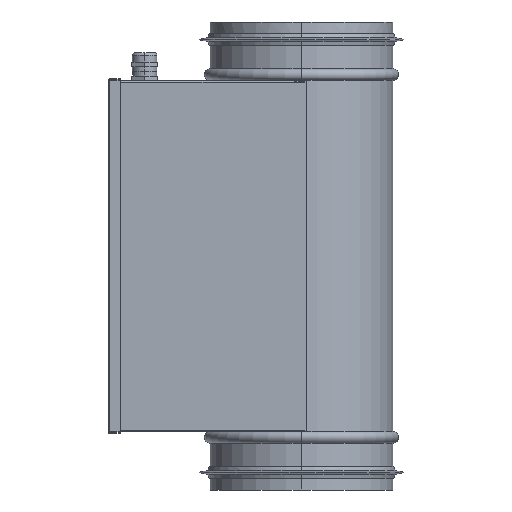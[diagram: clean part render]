
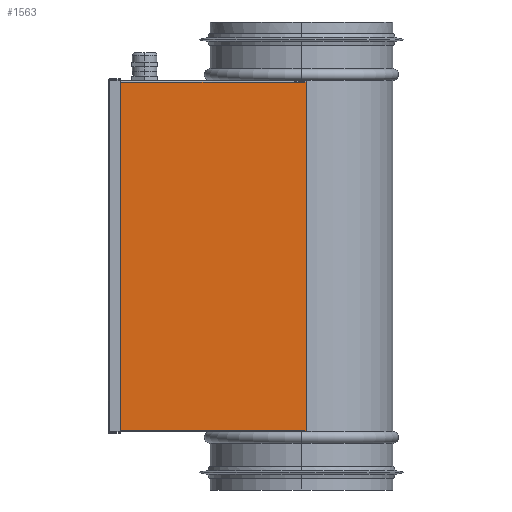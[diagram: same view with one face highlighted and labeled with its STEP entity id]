
A CAD part, left-side view. The second image highlights one B-rep face of the part: STEP entity #1563.
In plain terms, the highlighted planar face has unit normal (-1, 0, 0).
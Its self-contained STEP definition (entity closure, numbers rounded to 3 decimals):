
#747=CARTESIAN_POINT('Vertex',(-49.527,63.004,-49.032)) ;
#967=CARTESIAN_POINT('Vertex',(-49.527,227.004,-49.032)) ;
#970=CARTESIAN_POINT('Line Origine',(-49.527,227.004,-49.032)) ;
#1192=CARTESIAN_POINT('Vertex',(-49.527,59.004,-49.032)) ;
#1200=CARTESIAN_POINT('Line Origine',(-49.527,61.004,-49.032)) ;
#1393=CARTESIAN_POINT('Vertex',(-49.527,227.004,-347.532)) ;
#1396=CARTESIAN_POINT('Line Origine',(-49.527,227.004,-198.282)) ;
#1539=CARTESIAN_POINT('Axis2P3D Location',(-49.527,227.004,-347.532)) ;
#1544=CARTESIAN_POINT('Line Origine',(-49.527,143.004,-347.532)) ;
#1548=CARTESIAN_POINT('Vertex',(-49.527,59.004,-347.532)) ;
#1551=CARTESIAN_POINT('Line Origine',(-49.527,59.004,-198.282)) ;
#972=VECTOR('Line Direction',#971,1.) ;
#1202=VECTOR('Line Direction',#1201,1.) ;
#1398=VECTOR('Line Direction',#1397,1.) ;
#1546=VECTOR('Line Direction',#1545,1.) ;
#1553=VECTOR('Line Direction',#1552,1.) ;
#971=DIRECTION('Vector Direction',(0.,-1.,0.)) ;
#1201=DIRECTION('Vector Direction',(0.,1.,0.)) ;
#1397=DIRECTION('Vector Direction',(0.,0.,1.)) ;
#1540=DIRECTION('Axis2P3D Direction',(1.,0.,0.)) ;
#1541=DIRECTION('Axis2P3D XDirection',(0.,0.,-1.)) ;
#1545=DIRECTION('Vector Direction',(0.,-1.,0.)) ;
#1552=DIRECTION('Vector Direction',(0.,0.,1.)) ;
#1542=AXIS2_PLACEMENT_3D('Plane Axis2P3D',#1539,#1540,#1541) ;
#973=LINE('Line',#970,#972) ;
#1203=LINE('Line',#1200,#1202) ;
#1399=LINE('Line',#1396,#1398) ;
#1547=LINE('Line',#1544,#1546) ;
#1554=LINE('Line',#1551,#1553) ;
#1543=PLANE('',#1542) ;
#974=EDGE_CURVE('',#968,#748,#973,.T.) ;
#1204=EDGE_CURVE('',#1193,#748,#1203,.T.) ;
#1400=EDGE_CURVE('',#1394,#968,#1399,.T.) ;
#1550=EDGE_CURVE('',#1394,#1549,#1547,.T.) ;
#1555=EDGE_CURVE('',#1549,#1193,#1554,.T.) ;
#1557=ORIENTED_EDGE('',*,*,#1550,.T.) ;
#1558=ORIENTED_EDGE('',*,*,#1555,.T.) ;
#1559=ORIENTED_EDGE('',*,*,#1204,.T.) ;
#1560=ORIENTED_EDGE('',*,*,#974,.F.) ;
#1561=ORIENTED_EDGE('',*,*,#1400,.F.) ;
#1556=EDGE_LOOP('',(#1557,#1558,#1559,#1560,#1561)) ;
#748=VERTEX_POINT('',#747) ;
#968=VERTEX_POINT('',#967) ;
#1193=VERTEX_POINT('',#1192) ;
#1394=VERTEX_POINT('',#1393) ;
#1549=VERTEX_POINT('',#1548) ;
#1563=ADVANCED_FACE('PartBody',(#1562),#1543,.F.) ;
#1562=FACE_OUTER_BOUND('',#1556,.T.) ;
